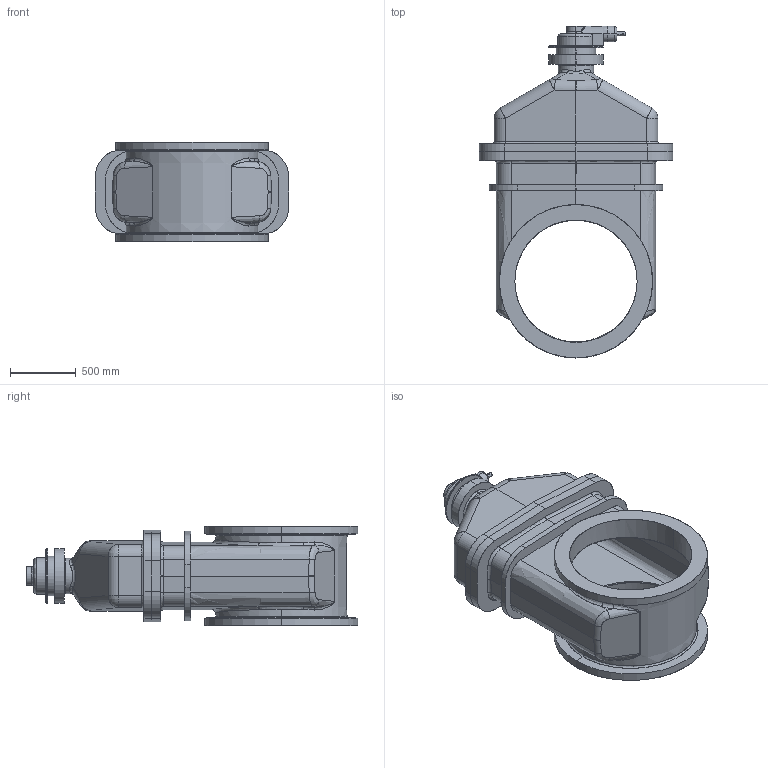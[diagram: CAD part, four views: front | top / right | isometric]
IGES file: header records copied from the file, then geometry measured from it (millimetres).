
Start section: SolidWorks IGES file using analytic representation for surfaces
Global section: file name: 36 FF Bevel.IGS; native system: SolidWorks 2018; preprocessor: SolidWorks 2018; author: shasan; date: 200826.112704; units: inch
Bounding box: 1473.2 x 2531.19 x 762 mm (x, y, z)
Surface area: 16224719 mm2 (no closed solid volume)
Topology: 0 solids, 0 shells, 343 faces, 5823 edges, 5821 vertices
Faces by surface type: bspline 185, revolution 158
